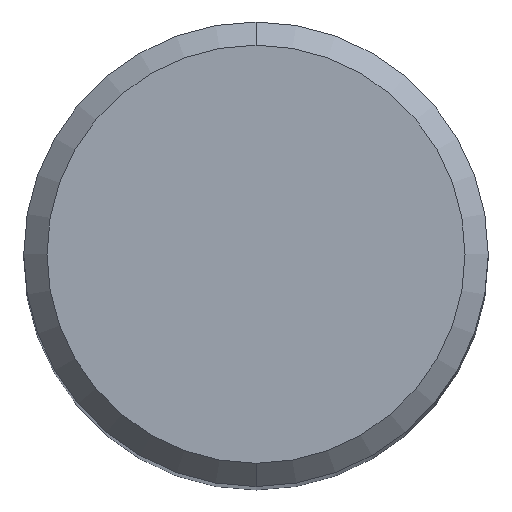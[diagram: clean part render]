
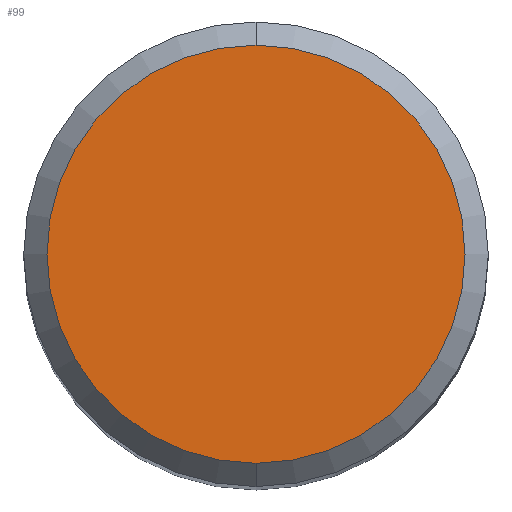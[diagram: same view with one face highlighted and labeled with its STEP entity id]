
A CAD part, top view. The second image highlights one B-rep face of the part: STEP entity #99.
In plain terms, the highlighted planar face has unit normal (0, 0, 1).
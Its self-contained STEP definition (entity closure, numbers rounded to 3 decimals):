
#99=ADVANCED_FACE('',(#250),#251,.T.);
#153=EDGE_CURVE('',#219,#191,#311,.T.);
#191=VERTEX_POINT('',#356);
#217=EDGE_CURVE('',#191,#219,#384,.T.);
#219=VERTEX_POINT('',#386);
#250=FACE_OUTER_BOUND('',#410,.T.);
#251=PLANE('',#411);
#311=CIRCLE('',#491,4.5);
#356=CARTESIAN_POINT('',(0.,-4.5,0.0));
#384=CIRCLE('',#582,4.5);
#386=CARTESIAN_POINT('',(0.0,4.5,0.0));
#410=EDGE_LOOP('',(#602,#603));
#411=AXIS2_PLACEMENT_3D('',#604,#605,#606);
#491=AXIS2_PLACEMENT_3D('',#674,#675,#676);
#582=AXIS2_PLACEMENT_3D('',#780,#781,#782);
#602=ORIENTED_EDGE('',*,*,#153,.F.);
#603=ORIENTED_EDGE('',*,*,#217,.F.);
#604=CARTESIAN_POINT('',(0.0,2.25,0.0));
#605=DIRECTION('',(-0.0,0.0,1.0));
#606=DIRECTION('',(0.0,-1.0,0.0));
#674=CARTESIAN_POINT('',(0.0,0.0,0.0));
#675=DIRECTION('',(0.0,0.0,-1.0));
#676=DIRECTION('',(0.0,1.0,0.0));
#780=CARTESIAN_POINT('',(0.0,0.0,0.0));
#781=DIRECTION('',(0.0,0.0,-1.0));
#782=DIRECTION('',(0.0,1.0,0.0));
